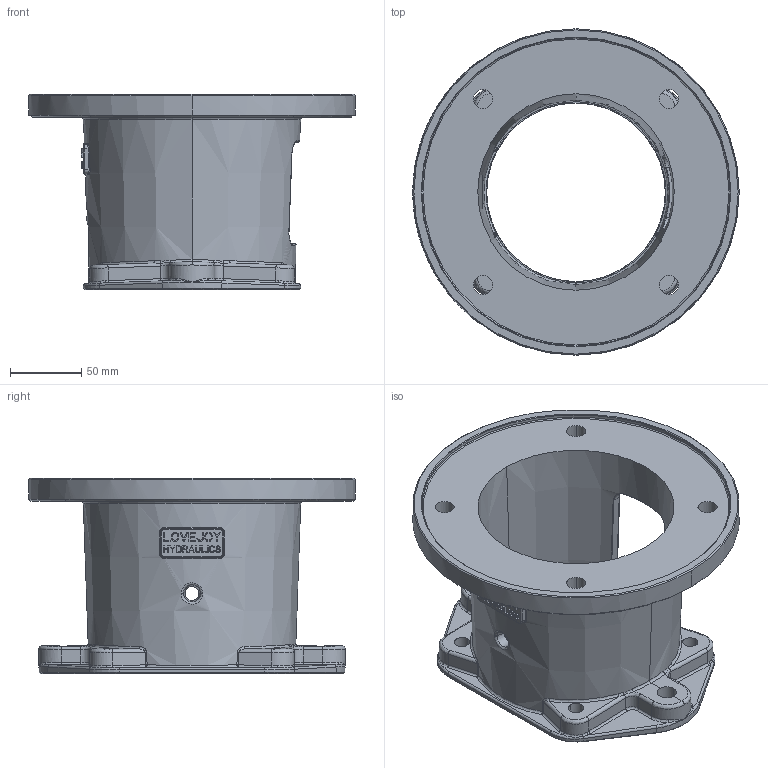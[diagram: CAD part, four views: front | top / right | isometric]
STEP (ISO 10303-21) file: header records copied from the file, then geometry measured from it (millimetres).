
FILE_DESCRIPTION((''),'2;1');
FILE_NAME('84527105156_ASM','2013-04-26T',('ppetruska'),(''),'PRO/ENGINEER BY PARAMETRIC TECHNOLOGY CORPORATION, 2012480','PRO/ENGINEER BY PARAMETRIC TECHNOLOGY CORPORATION, 2012480','');
FILE_SCHEMA(('CONFIG_CONTROL_DESIGN'));
Length unit declared in the file: inch
Products named in the file (3): 84527106025_AF4; 84527106031_AF3_ASM; 84527105156_ASM
Assembly tree (2 placements, depth 3):
  84527105156_ASM
    84527106031_AF3_ASM
      84527106025_AF4
Bounding box: 228.6 x 228.6 x 136.59 mm (x, y, z)
Volume: 859241.9 mm3; surface area: 198749.7 mm2
Topology: 1 solids, 1 shells, 709 faces, 1842 edges, 1158 vertices
Faces by surface type: plane 443, bspline 126, cylinder 90, cone 26, torus 12, sphere 8, extrusion 4
Entity records: 27928 total; most frequent: CARTESIAN_POINT 11349, ORIENTED_EDGE 3684, DIRECTION 2998, EDGE_CURVE 1842, VECTOR 1304, LINE 1300, VERTEX_POINT 1158, AXIS2_PLACEMENT_3D 847
